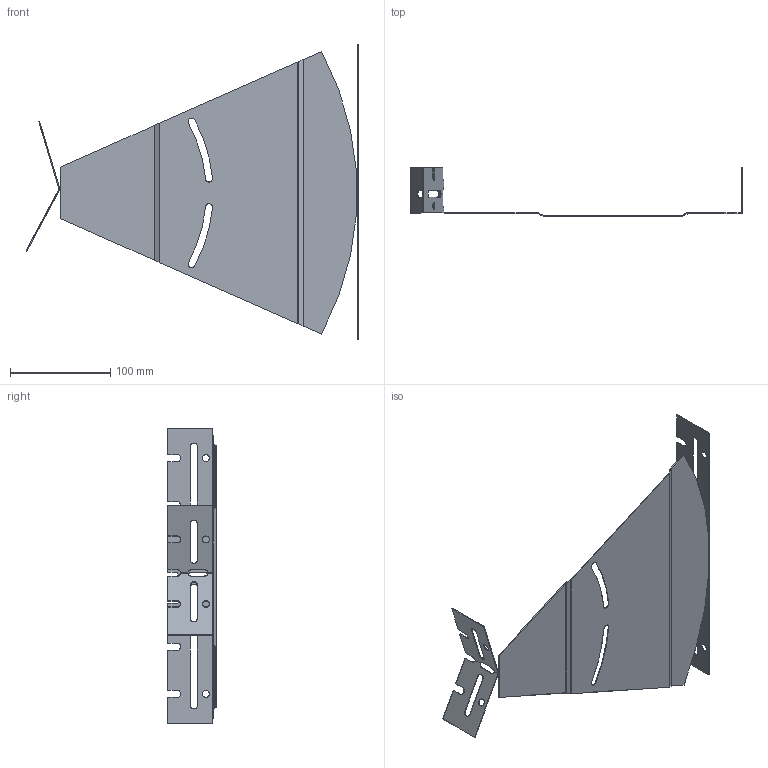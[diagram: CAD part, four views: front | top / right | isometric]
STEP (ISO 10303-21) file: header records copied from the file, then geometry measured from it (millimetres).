
FILE_DESCRIPTION (( 'STEP AP203' ), '1' );
FILE_NAME ('Óãîë ãîðèçîíòàëüíûé èçìåíÿåìûé_36011.STEP', '2013-04-18T09:53:15', ( 'Àñååâ' ), ( '' ), 'SwSTEP 2.0', 'SolidWorks 2012', '' );
FILE_SCHEMA (( 'CONFIG_CONTROL_DESIGN' ));
Length unit declared in the file: millimetre
Products named in the file (4): Óãîë ãîðèçîíòàëüíûé èçìåíÿåìûé_36011; �������� GTE �80,100_����⨭� GTE100 H50 㣮�; �������� GTE �80,100_����⨭� GTE300 H50; ﾎ魵瑙韃_若ｭｮ｢ｭｨ･ 300
Assembly tree (3 placements, depth 2):
  Óãîë ãîðèçîíòàëüíûé èçìåíÿåìûé_36011
    ﾎ魵瑙韃_若ｭｮ｢ｭｨ･ 300
    �������� GTE �80,100_����⨭� GTE300 H50
    �������� GTE �80,100_����⨭� GTE100 H50 㣮�
Bounding box: 330.93 x 48.3 x 295 mm (x, y, z)
Volume: 52332.6 mm3; surface area: 133527.3 mm2
Topology: 3 solids, 3 shells, 122 faces, 338 edges, 220 vertices
Faces by surface type: plane 74, cylinder 48
Full cylindrical faces by diameter (mm): 7 x4
Entity records: 4316 total; most frequent: CARTESIAN_POINT 730, ORIENTED_EDGE 668, DIRECTION 654, EDGE_CURVE 334, LINE 238, VECTOR 238, VERTEX_POINT 220, AXIS2_PLACEMENT_3D 208
